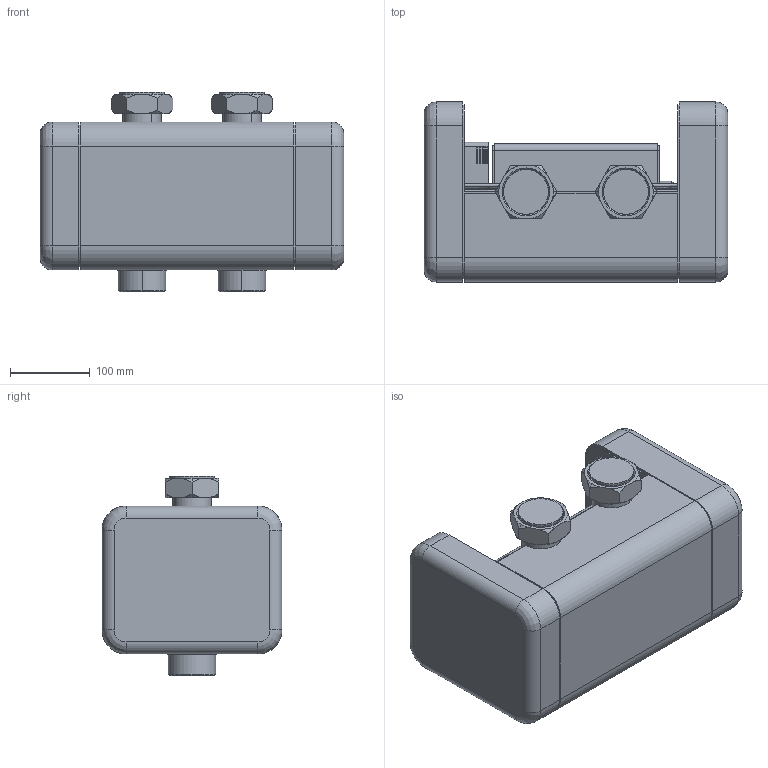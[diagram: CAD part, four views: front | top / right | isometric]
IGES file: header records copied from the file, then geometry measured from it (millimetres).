
Start section: START RECORD GO HERE.
Global section: file name: IGES_550305_-_TST.igs; native system: DASSAULT SYSTEMES CATIA Version 5-6 Release 2020 - www.3ds.com; preprocessor: V5-6R2020_5.30.5.0.09-01-2021.20.00; author: advantage; organization: CALEFFI; date: 20240516.153150; units: millimetre
Bounding box: 380 x 225 x 250 mm (x, y, z)
Surface area: 623007.6 mm2 (no closed solid volume)
Topology: 0 solids, 0 shells, 700 faces, 3610 edges, 3602 vertices
Faces by surface type: plane 366, revolution 330, extrusion 4
